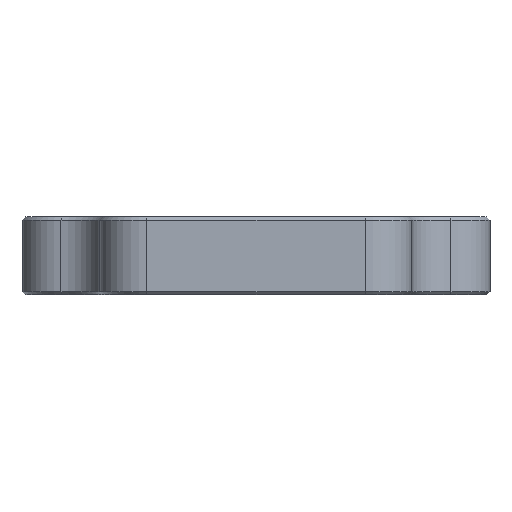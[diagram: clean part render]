
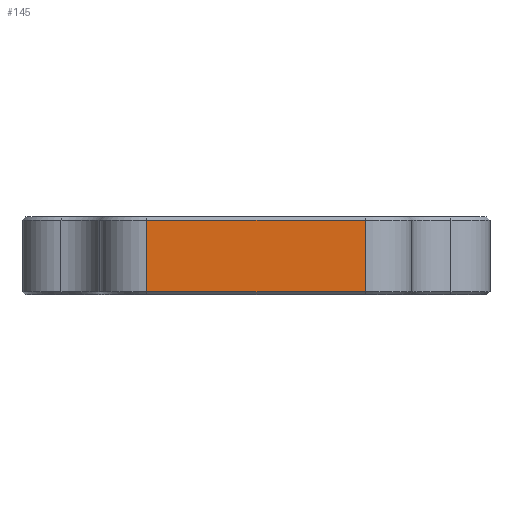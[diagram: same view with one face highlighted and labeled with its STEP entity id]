
A CAD part, front view. The second image highlights one B-rep face of the part: STEP entity #145.
In plain terms, the highlighted planar face has unit normal (0, -1, 0).
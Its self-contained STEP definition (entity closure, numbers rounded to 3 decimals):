
#145 = ADVANCED_FACE ( 'NONE', ( #631 ), #3885, .F. ) ;
#217 = DIRECTION ( 'NONE',  ( 1., 0., 0. ) ) ;
#380 = CARTESIAN_POINT ( 'NONE',  ( -7., -60., 5. ) ) ;
#631 = FACE_OUTER_BOUND ( 'NONE', #4498, .T. ) ;
#1377 = LINE ( 'NONE', #380, #4238 ) ;
#1412 = DIRECTION ( 'NONE',  ( 0., 0., -1. ) ) ;
#1514 = EDGE_CURVE ( 'NONE', #4020, #3303, #4959, .T. ) ;
#1625 = DIRECTION ( 'NONE',  ( -1., 0., 0. ) ) ;
#1666 = EDGE_CURVE ( 'NONE', #3303, #4495, #1377, .T. ) ;
#1848 = DIRECTION ( 'NONE',  ( 0., 0., 1. ) ) ;
#2091 = CARTESIAN_POINT ( 'NONE',  ( -7., -60., 0.2 ) ) ;
#2154 = ORIENTED_EDGE ( 'NONE', *, *, #5616, .T. ) ;
#2234 = CARTESIAN_POINT ( 'NONE',  ( -7., -60., 4.8 ) ) ;
#2488 = ORIENTED_EDGE ( 'NONE', *, *, #1666, .T. ) ;
#2500 = DIRECTION ( 'NONE',  ( 0., 0., 1. ) ) ;
#2709 = VECTOR ( 'NONE', #1625, 1000. ) ;
#2961 = VECTOR ( 'NONE', #1848, 1000. ) ;
#3084 = CARTESIAN_POINT ( 'NONE',  ( -7., -60., 4.8 ) ) ;
#3256 = VECTOR ( 'NONE', #217, 1000. ) ;
#3303 = VERTEX_POINT ( 'NONE', #2234 ) ;
#3885 = PLANE ( 'NONE',  #4099 ) ;
#3984 = CARTESIAN_POINT ( 'NONE',  ( 7., -60., 0.2 ) ) ;
#4020 = VERTEX_POINT ( 'NONE', #5191 ) ;
#4099 = AXIS2_PLACEMENT_3D ( 'NONE', #4693, #5150, #2500 ) ;
#4237 = EDGE_CURVE ( 'NONE', #5794, #4020, #4599, .T. ) ;
#4238 = VECTOR ( 'NONE', #1412, 1000. ) ;
#4357 = CARTESIAN_POINT ( 'NONE',  ( 10., -60., 0.2 ) ) ;
#4495 = VERTEX_POINT ( 'NONE', #2091 ) ;
#4498 = EDGE_LOOP ( 'NONE', ( #5118, #5537, #2488, #2154 ) ) ;
#4599 = LINE ( 'NONE', #5530, #2961 ) ;
#4693 = CARTESIAN_POINT ( 'NONE',  ( 10., -60., 5. ) ) ;
#4743 = LINE ( 'NONE', #4357, #3256 ) ;
#4959 = LINE ( 'NONE', #3084, #2709 ) ;
#5118 = ORIENTED_EDGE ( 'NONE', *, *, #4237, .T. ) ;
#5150 = DIRECTION ( 'NONE',  ( 0., 1., 0. ) ) ;
#5191 = CARTESIAN_POINT ( 'NONE',  ( 7., -60., 4.8 ) ) ;
#5530 = CARTESIAN_POINT ( 'NONE',  ( 7., -60., 5. ) ) ;
#5537 = ORIENTED_EDGE ( 'NONE', *, *, #1514, .T. ) ;
#5616 = EDGE_CURVE ( 'NONE', #4495, #5794, #4743, .T. ) ;
#5794 = VERTEX_POINT ( 'NONE', #3984 ) ;
